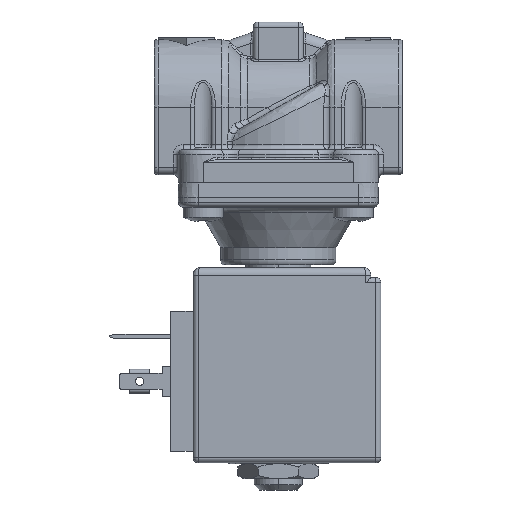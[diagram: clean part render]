
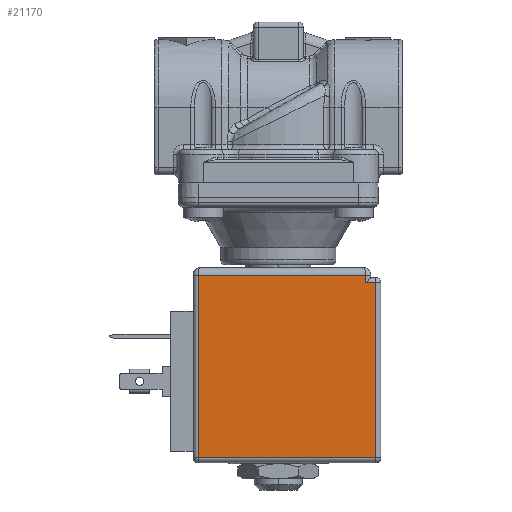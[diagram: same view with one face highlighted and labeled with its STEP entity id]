
A CAD part, front view. The second image highlights one B-rep face of the part: STEP entity #21170.
In plain terms, the highlighted planar face has unit normal (0, -1, 0).
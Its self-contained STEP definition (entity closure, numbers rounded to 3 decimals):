
#19203=DIRECTION('',(-1.,0.,0.));
#19204=VECTOR('',#19203,2.);
#19205=CARTESIAN_POINT('',(19.5,-15.,-35.05));
#19206=LINE('',#19205,#19204);
#19221=DIRECTION('',(0.,0.,-1.));
#19222=VECTOR('',#19221,36.5);
#19223=CARTESIAN_POINT('',(-16.,-15.,
-33.55));
#19224=LINE('',#19223,#19222);
#19328=DIRECTION('',(0.,0.,1.));
#19329=VECTOR('',#19328,35.);
#19330=CARTESIAN_POINT('',(19.5,-15.,-70.05));
#19331=LINE('',#19330,#19329);
#19366=DIRECTION('',(1.,0.,0.));
#19367=VECTOR('',#19366,35.5);
#19368=CARTESIAN_POINT('',(-16.,-15.,-70.05));
#19369=LINE('',#19368,#19367);
#19519=DIRECTION('',(-1.,0.,0.));
#19520=VECTOR('',#19519,33.5);
#19521=CARTESIAN_POINT('',(17.5,-15.,
-33.55));
#19522=LINE('',#19521,#19520);
#19548=DIRECTION('',(0.,0.,1.));
#19549=VECTOR('',#19548,1.5);
#19550=CARTESIAN_POINT('',(17.5,-15.,-35.05));
#19551=LINE('',#19550,#19549);
#20525=CARTESIAN_POINT('',(19.5,-15.,-35.05));
#20526=CARTESIAN_POINT('',(17.5,-15.,-35.05));
#20527=VERTEX_POINT('',#20525);
#20528=VERTEX_POINT('',#20526);
#20529=CARTESIAN_POINT('',(-16.,-15.,
-33.55));
#20530=CARTESIAN_POINT('',(-16.,-15.,-70.05));
#20531=VERTEX_POINT('',#20529);
#20532=VERTEX_POINT('',#20530);
#20533=CARTESIAN_POINT('',(19.5,-15.,-70.05));
#20534=VERTEX_POINT('',#20533);
#20535=CARTESIAN_POINT('',(17.5,-15.,
-33.55));
#20536=VERTEX_POINT('',#20535);
#21152=CARTESIAN_POINT('',(1.75,-15.,-51.8));
#21153=DIRECTION('',(0.,1.,0.));
#21154=DIRECTION('',(1.,0.,0.));
#21155=AXIS2_PLACEMENT_3D('',#21152,#21153,#21154);
#21156=PLANE('',#21155);
#21158=ORIENTED_EDGE('',*,*,#21157,.F.);
#21160=ORIENTED_EDGE('',*,*,#21159,.F.);
#21162=ORIENTED_EDGE('',*,*,#21161,.F.);
#21163=ORIENTED_EDGE('',*,*,#21135,.F.);
#21165=ORIENTED_EDGE('',*,*,#21164,.F.);
#21167=ORIENTED_EDGE('',*,*,#21166,.F.);
#21168=EDGE_LOOP('',(#21158,#21160,#21162,#21163,#21165,#21167));
#21169=FACE_OUTER_BOUND('',#21168,.F.);
#21170=ADVANCED_FACE('',(#21169),#21156,.F.);
#21135=EDGE_CURVE('',#20527,#20528,#19206,.T.);
#21157=EDGE_CURVE('',#20531,#20532,#19224,.T.);
#21159=EDGE_CURVE('',#20536,#20531,#19522,.T.);
#21161=EDGE_CURVE('',#20528,#20536,#19551,.T.);
#21164=EDGE_CURVE('',#20534,#20527,#19331,.T.);
#21166=EDGE_CURVE('',#20532,#20534,#19369,.T.);
